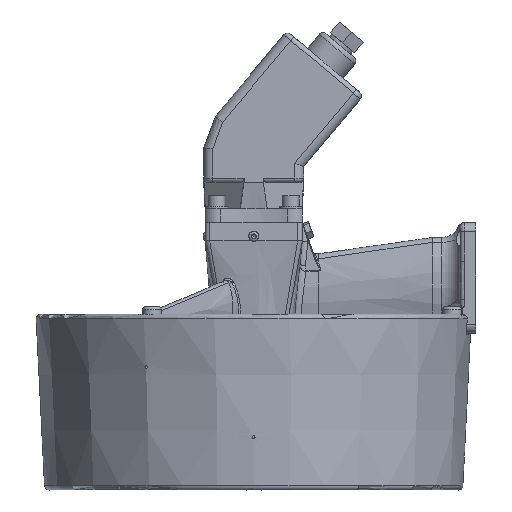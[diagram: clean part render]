
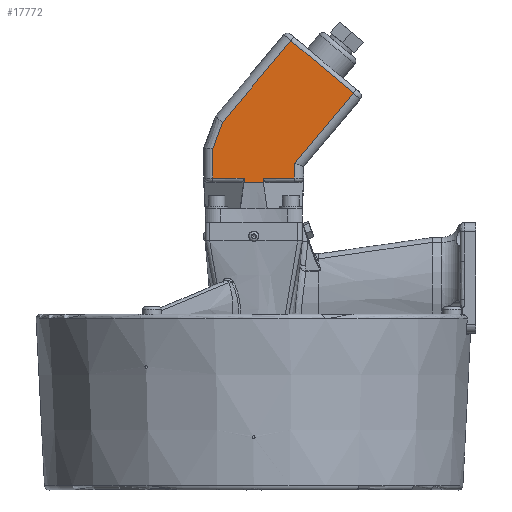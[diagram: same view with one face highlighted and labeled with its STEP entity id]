
A CAD part, front view. The second image highlights one B-rep face of the part: STEP entity #17772.
In plain terms, the highlighted planar face has unit normal (0, -1, 0).
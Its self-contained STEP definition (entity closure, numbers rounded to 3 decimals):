
#577=PLANE('',#19263);
#1462=FACE_OUTER_BOUND('',#2482,.T.);
#2482=EDGE_LOOP('',(#13010,#13011,#13012,#13013,#13014,#13015,#13016,#13017,
#13018,#13019,#13020));
#4142=LINE('',#31146,#4950);
#4218=LINE('',#31456,#5026);
#4229=LINE('',#31554,#5037);
#4230=LINE('',#31558,#5038);
#4231=LINE('',#31560,#5039);
#4232=LINE('',#31562,#5040);
#4233=LINE('',#31564,#5041);
#4234=LINE('',#31566,#5042);
#4235=LINE('',#31567,#5043);
#4236=LINE('',#31569,#5044);
#4237=LINE('',#31570,#5045);
#4950=VECTOR('',#22064,10.);
#5026=VECTOR('',#22312,10.);
#5037=VECTOR('',#22367,10.);
#5038=VECTOR('',#22372,10.);
#5039=VECTOR('',#22373,10.);
#5040=VECTOR('',#22374,10.);
#5041=VECTOR('',#22375,10.);
#5042=VECTOR('',#22376,10.);
#5043=VECTOR('',#22377,10.);
#5044=VECTOR('',#22378,10.);
#5045=VECTOR('',#22379,10.);
#7131=VERTEX_POINT('',#31143);
#7132=VERTEX_POINT('',#31145);
#7223=VERTEX_POINT('',#31453);
#7224=VERTEX_POINT('',#31455);
#7239=VERTEX_POINT('',#31553);
#7240=VERTEX_POINT('',#31557);
#7241=VERTEX_POINT('',#31559);
#7242=VERTEX_POINT('',#31561);
#7243=VERTEX_POINT('',#31563);
#7244=VERTEX_POINT('',#31565);
#7245=VERTEX_POINT('',#31568);
#9277=EDGE_CURVE('',#7131,#7132,#4142,.T.);
#9401=EDGE_CURVE('',#7223,#7224,#4218,.T.);
#9428=EDGE_CURVE('',#7239,#7224,#4229,.T.);
#9430=EDGE_CURVE('',#7240,#7223,#4230,.T.);
#9431=EDGE_CURVE('',#7241,#7240,#4231,.T.);
#9432=EDGE_CURVE('',#7241,#7242,#4232,.T.);
#9433=EDGE_CURVE('',#7243,#7242,#4233,.T.);
#9434=EDGE_CURVE('',#7244,#7243,#4234,.T.);
#9435=EDGE_CURVE('',#7244,#7132,#4235,.T.);
#9436=EDGE_CURVE('',#7245,#7131,#4236,.T.);
#9437=EDGE_CURVE('',#7239,#7245,#4237,.T.);
#13010=ORIENTED_EDGE('',*,*,#9401,.F.);
#13011=ORIENTED_EDGE('',*,*,#9430,.F.);
#13012=ORIENTED_EDGE('',*,*,#9431,.F.);
#13013=ORIENTED_EDGE('',*,*,#9432,.T.);
#13014=ORIENTED_EDGE('',*,*,#9433,.F.);
#13015=ORIENTED_EDGE('',*,*,#9434,.F.);
#13016=ORIENTED_EDGE('',*,*,#9435,.T.);
#13017=ORIENTED_EDGE('',*,*,#9277,.F.);
#13018=ORIENTED_EDGE('',*,*,#9436,.F.);
#13019=ORIENTED_EDGE('',*,*,#9437,.F.);
#13020=ORIENTED_EDGE('',*,*,#9428,.T.);
#17772=ADVANCED_FACE('',(#1462),#577,.T.);
#19263=AXIS2_PLACEMENT_3D('',#31556,#22370,#22371);
#22064=DIRECTION('',(0.,0.,-1.));
#22312=DIRECTION('',(0.766,0.,-0.643));
#22367=DIRECTION('',(0.643,0.,0.766));
#22370=DIRECTION('center_axis',(0.,-1.,0.));
#22371=DIRECTION('ref_axis',(0.,0.,
-1.));
#22372=DIRECTION('',(0.643,0.,0.766));
#22373=DIRECTION('',(0.342,0.,0.94));
#22374=DIRECTION('',(0.,0.,-1.));
#22375=DIRECTION('',(-1.,0.,0.));
#22376=DIRECTION('',(0.,0.,1.));
#22377=DIRECTION('',(1.,0.,0.));
#22378=DIRECTION('',(-1.,0.,0.));
#22379=DIRECTION('',(0.,0.,-1.));
#31143=CARTESIAN_POINT('',(1.052,-50.757,84.221));
#31145=CARTESIAN_POINT('',(1.052,-50.757,79.221));
#31146=CARTESIAN_POINT('',(1.052,-50.757,69.58));
#31453=CARTESIAN_POINT('',(30.823,-50.757,232.599));
#31455=CARTESIAN_POINT('',(98.235,-50.757,176.033));
#31456=CARTESIAN_POINT('',(81.382,-50.757,190.175));
#31553=CARTESIAN_POINT('',(34.608,-50.757,100.206));
#31554=CARTESIAN_POINT('',(24.314,-50.757,87.938));
#31556=CARTESIAN_POINT('Origin',(24.314,-50.757,87.938));
#31557=CARTESIAN_POINT('',(-43.098,-50.757,144.504));
#31558=CARTESIAN_POINT('',(-43.098,-50.757,144.504));
#31559=CARTESIAN_POINT('',(-53.392,-50.757,116.221));
#31560=CARTESIAN_POINT('',(-53.392,-50.757,116.221));
#31561=CARTESIAN_POINT('',(-53.392,-50.757,84.221));
#31562=CARTESIAN_POINT('',(-53.392,-50.757,116.221));
#31563=CARTESIAN_POINT('',(-19.835,-50.757,84.221));
#31564=CARTESIAN_POINT('',(7.461,-50.757,84.221));
#31565=CARTESIAN_POINT('',(-19.835,-50.757,79.221));
#31566=CARTESIAN_POINT('',(-19.835,-50.757,69.58));
#31567=CARTESIAN_POINT('',(-31.392,-50.757,79.221));
#31568=CARTESIAN_POINT('',(34.608,-50.757,84.221));
#31569=CARTESIAN_POINT('',(7.461,-50.757,84.221));
#31570=CARTESIAN_POINT('',(34.608,-50.757,116.221));
